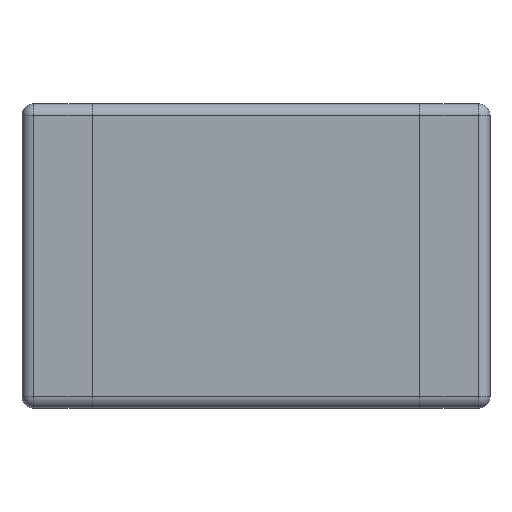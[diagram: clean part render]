
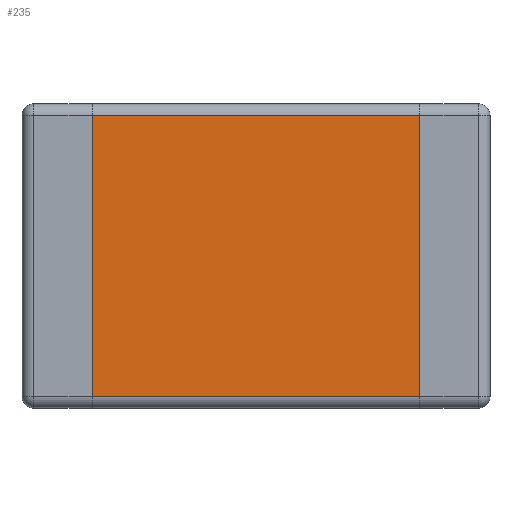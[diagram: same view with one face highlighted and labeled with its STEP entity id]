
A CAD part, front view. The second image highlights one B-rep face of the part: STEP entity #235.
In plain terms, the highlighted planar face has unit normal (0, -1, 0).
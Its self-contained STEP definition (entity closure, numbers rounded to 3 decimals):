
#38 = VERTEX_POINT ( 'NONE', #389 ) ;
#40 = EDGE_CURVE ( 'NONE', #171, #38, #418, .T. ) ;
#51 = EDGE_CURVE ( 'NONE', #182, #107, #458, .T. ) ;
#107 = VERTEX_POINT ( 'NONE', #620 ) ;
#171 = VERTEX_POINT ( 'NONE', #855 ) ;
#182 = VERTEX_POINT ( 'NONE', #885 ) ;
#235 = ADVANCED_FACE ( 'NONE', ( #1080 ), #1061, .T. ) ;
#236 = EDGE_LOOP ( 'NONE', ( #237, #238, #240, #241 ) ) ;
#237 = ORIENTED_EDGE ( 'NONE', *, *, #51, .F. ) ;
#238 = ORIENTED_EDGE ( 'NONE', *, *, #239, .T. ) ;
#239 = EDGE_CURVE ( 'NONE', #182, #38, #1109, .T. ) ;
#240 = ORIENTED_EDGE ( 'NONE', *, *, #40, .F. ) ;
#241 = ORIENTED_EDGE ( 'NONE', *, *, #242, .T. ) ;
#242 = EDGE_CURVE ( 'NONE', #171, #107, #1104, .T. ) ;
#389 = CARTESIAN_POINT ( 'NONE',  ( 0.7, 0., -0.6 ) ) ;
#415 = DIRECTION ( 'NONE',  ( 0., 0., -1. ) ) ;
#416 = VECTOR ( 'NONE', #415, 1000. ) ;
#417 = CARTESIAN_POINT ( 'NONE',  ( 0.7, 0., -0.65 ) ) ;
#418 = LINE ( 'NONE', #417, #416 ) ;
#455 = DIRECTION ( 'NONE',  ( 0., 0., 1. ) ) ;
#456 = VECTOR ( 'NONE', #455, 1000. ) ;
#457 = CARTESIAN_POINT ( 'NONE',  ( -0.7, 0., -0.65 ) ) ;
#458 = LINE ( 'NONE', #457, #456 ) ;
#620 = CARTESIAN_POINT ( 'NONE',  ( -0.7, 0., 0.6 ) ) ;
#855 = CARTESIAN_POINT ( 'NONE',  ( 0.7, 0., 0.6 ) ) ;
#885 = CARTESIAN_POINT ( 'NONE',  ( -0.7, 0., -0.6 ) ) ;
#1057 = DIRECTION ( 'NONE',  ( 0., 0., -1. ) ) ;
#1058 = DIRECTION ( 'NONE',  ( 0., -1., 0. ) ) ;
#1059 = CARTESIAN_POINT ( 'NONE',  ( 1., 0., -0.65 ) ) ;
#1060 = AXIS2_PLACEMENT_3D ( 'NONE', #1059, #1058, #1057 ) ;
#1061 = PLANE ( 'NONE',  #1060 ) ;
#1080 = FACE_OUTER_BOUND ( 'NONE', #236, .T. ) ;
#1101 = DIRECTION ( 'NONE',  ( -1., 0., 0. ) ) ;
#1102 = VECTOR ( 'NONE', #1101, 1000. ) ;
#1103 = CARTESIAN_POINT ( 'NONE',  ( -1., 0., 0.6 ) ) ;
#1104 = LINE ( 'NONE', #1103, #1102 ) ;
#1106 = DIRECTION ( 'NONE',  ( 1., 0., 0. ) ) ;
#1107 = VECTOR ( 'NONE', #1106, 1000. ) ;
#1108 = CARTESIAN_POINT ( 'NONE',  ( 1., 0., -0.6 ) ) ;
#1109 = LINE ( 'NONE', #1108, #1107 ) ;
